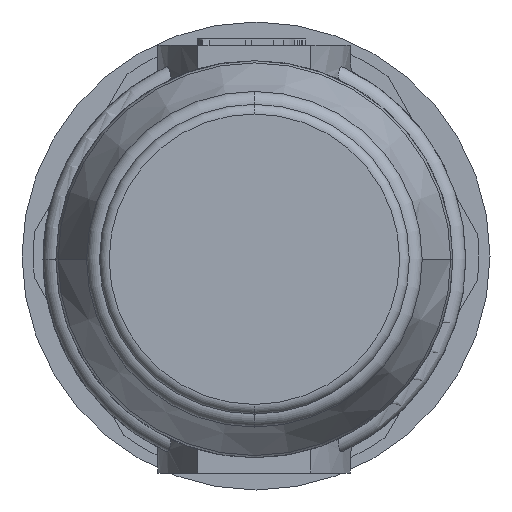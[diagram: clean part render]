
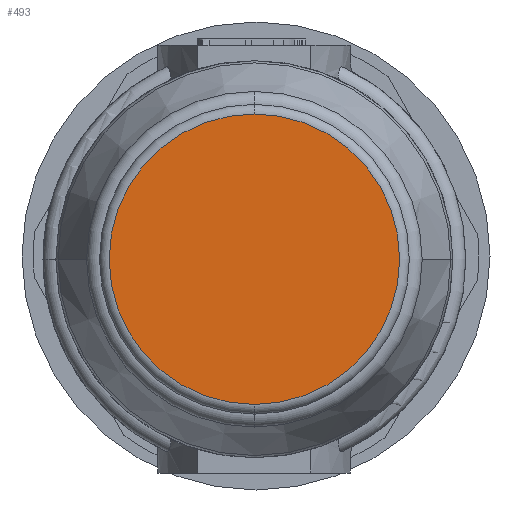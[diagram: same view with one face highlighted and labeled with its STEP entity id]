
A CAD part, front view. The second image highlights one B-rep face of the part: STEP entity #493.
In plain terms, the highlighted planar face has unit normal (0, -1, 0).
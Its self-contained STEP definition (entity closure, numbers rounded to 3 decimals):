
#493 = ADVANCED_FACE ( 'NONE', ( #5508 ), #2639, .T. ) ;
#806 = ORIENTED_EDGE ( 'NONE', *, *, #5872, .F. ) ;
#1396 = EDGE_CURVE ( 'NONE', #3162, #2741, #3184, .T. ) ;
#1585 = AXIS2_PLACEMENT_3D ( 'NONE', #6058, #6044, #6035 ) ;
#2413 = CARTESIAN_POINT ( 'NONE',  ( -0.05, -14.996, 4.4 ) ) ;
#2633 = CARTESIAN_POINT ( 'NONE',  ( -0.05, -14.996, -0.1 ) ) ;
#2639 = PLANE ( 'NONE',  #5679 ) ;
#2644 = DIRECTION ( 'NONE',  ( 0., -1., 0. ) ) ;
#2645 = DIRECTION ( 'NONE',  ( 1., 0., 0. ) ) ;
#2741 = VERTEX_POINT ( 'NONE', #2413 ) ;
#3162 = VERTEX_POINT ( 'NONE', #4730 ) ;
#3184 = CIRCLE ( 'NONE', #4982, 4.5 ) ;
#3595 = CIRCLE ( 'NONE', #1585, 4.5 ) ;
#4730 = CARTESIAN_POINT ( 'NONE',  ( -0.05, -14.996, -4.6 ) ) ;
#4881 = EDGE_LOOP ( 'NONE', ( #5090, #806 ) ) ;
#4925 = CARTESIAN_POINT ( 'NONE',  ( -0.05, -14.996, -0.1 ) ) ;
#4982 = AXIS2_PLACEMENT_3D ( 'NONE', #4925, #6103, #6113 ) ;
#5090 = ORIENTED_EDGE ( 'NONE', *, *, #1396, .F. ) ;
#5508 = FACE_OUTER_BOUND ( 'NONE', #4881, .T. ) ;
#5679 = AXIS2_PLACEMENT_3D ( 'NONE', #2633, #2644, #2645 ) ;
#5872 = EDGE_CURVE ( 'NONE', #2741, #3162, #3595, .T. ) ;
#6035 = DIRECTION ( 'NONE',  ( 0., 0., -1. ) ) ;
#6044 = DIRECTION ( 'NONE',  ( 0., 1., 0. ) ) ;
#6058 = CARTESIAN_POINT ( 'NONE',  ( -0.05, -14.996, -0.1 ) ) ;
#6103 = DIRECTION ( 'NONE',  ( 0., 1., 0. ) ) ;
#6113 = DIRECTION ( 'NONE',  ( 0., 0., -1. ) ) ;
